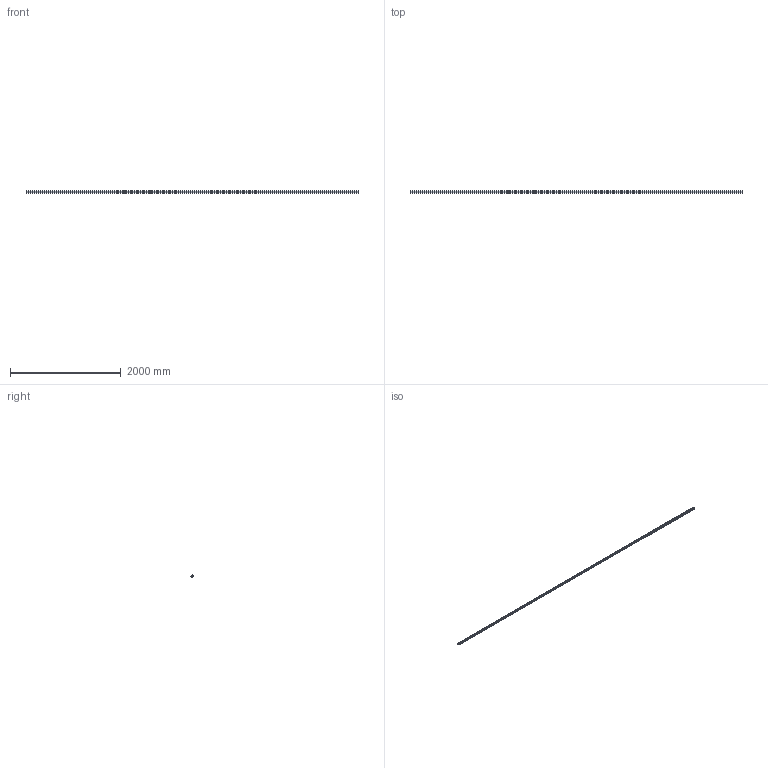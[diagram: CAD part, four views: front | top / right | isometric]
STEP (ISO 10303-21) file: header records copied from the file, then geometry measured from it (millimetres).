
FILE_DESCRIPTION (( 'STEP AP214' ), '1' );
FILE_NAME ('202061 Profil 8 40x40L R40-90°.STEP', '2019-02-06T12:50:34', ( '' ), ( '' ), 'SwSTEP 2.0', 'SolidWorks 2017', '' );
FILE_SCHEMA (( 'AUTOMOTIVE_DESIGN' ));
Length unit declared in the file: millimetre
Products named in the file (1): 202061 Profil 8 40x40L R40-90°
Bounding box: 6000 x 39.75 x 39.78 mm (x, y, z)
Volume: 3451807.5 mm3; surface area: 2396793.1 mm2
Topology: 1 solids, 1 shells, 106 faces, 312 edges, 208 vertices
Faces by surface type: cylinder 62, plane 44
Entity records: 3638 total; most frequent: DIRECTION 650, CARTESIAN_POINT 627, ORIENTED_EDGE 624, EDGE_CURVE 312, AXIS2_PLACEMENT_3D 231, VERTEX_POINT 208, LINE 188, VECTOR 188
